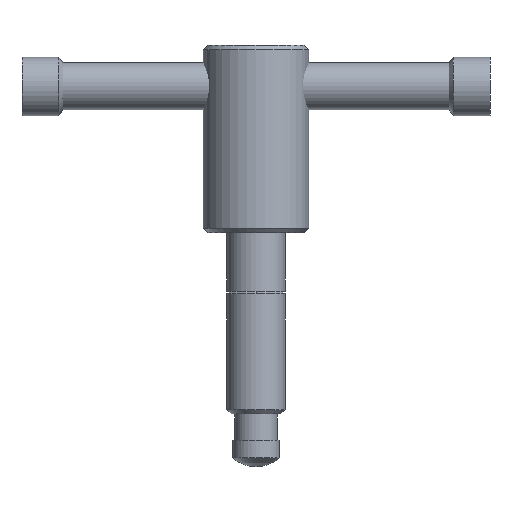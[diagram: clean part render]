
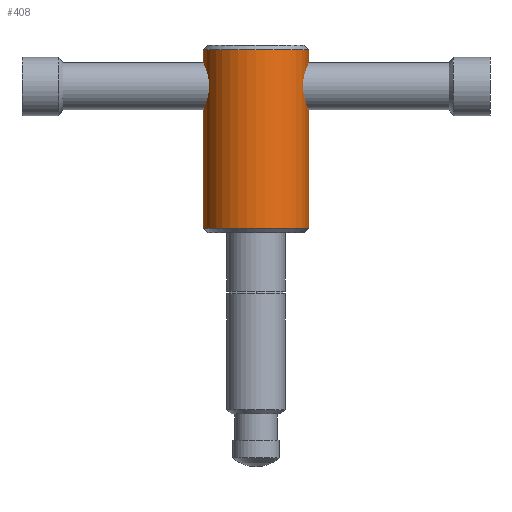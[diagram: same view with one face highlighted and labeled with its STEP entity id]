
A CAD part, front view. The second image highlights one B-rep face of the part: STEP entity #408.
In plain terms, the highlighted cylindrical face has radius 9 mm (diameter 18 mm), a partial arc.
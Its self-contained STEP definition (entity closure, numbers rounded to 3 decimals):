
#232=VERTEX_POINT('',#602);
#294=VERTEX_POINT('',#673);
#324=EDGE_CURVE('',#232,#294,#705,.T.);
#362=EDGE_CURVE('',#232,#532,#750,.T.);
#408=ADVANCED_FACE('',(#804),#805,.T.);
#428=VERTEX_POINT('',#826);
#430=EDGE_CURVE('',#294,#428,#828,.T.);
#480=EDGE_CURVE('',#428,#532,#882,.T.);
#532=VERTEX_POINT('',#941);
#602=CARTESIAN_POINT('',(9.,0.,71.25));
#673=CARTESIAN_POINT('',(9.,0.,40.75));
#705=LINE('',#1142,#1143);
#750=CIRCLE('',#1202,9.);
#804=FACE_OUTER_BOUND('',#1270,.T.);
#805=CYLINDRICAL_SURFACE('',#1271,9.);
#826=CARTESIAN_POINT('',(-9.,0.,40.75));
#828=CIRCLE('',#1305,9.);
#882=LINE('',#1371,#1372);
#941=CARTESIAN_POINT('',(-9.,0.,71.25));
#1142=CARTESIAN_POINT('',(9.,0.,56.));
#1143=VECTOR('',#1641,1.0);
#1202=AXIS2_PLACEMENT_3D('',#1707,#1708,#1709);
#1270=EDGE_LOOP('',(#1797,#1798,#1799,#1800));
#1271=AXIS2_PLACEMENT_3D('',#1801,#1802,#1803);
#1305=AXIS2_PLACEMENT_3D('',#1822,#1823,#1824);
#1371=CARTESIAN_POINT('',(-9.,0.,56.));
#1372=VECTOR('',#1877,1.0);
#1641=DIRECTION('',(0.0,0.0,-1.0));
#1707=CARTESIAN_POINT('',(0.,0.,71.25));
#1708=DIRECTION('',(0.0,0.0,-1.0));
#1709=DIRECTION('',(1.0,0.,0.0));
#1797=ORIENTED_EDGE('',*,*,#324,.F.);
#1798=ORIENTED_EDGE('',*,*,#362,.T.);
#1799=ORIENTED_EDGE('',*,*,#480,.F.);
#1800=ORIENTED_EDGE('',*,*,#430,.F.);
#1801=CARTESIAN_POINT('',(0.,0.,56.));
#1802=DIRECTION('',(-0.0,-0.0,1.0));
#1803=DIRECTION('',(1.0,0.,0.0));
#1822=CARTESIAN_POINT('',(0.,0.,40.75));
#1823=DIRECTION('',(0.0,0.0,-1.0));
#1824=DIRECTION('',(1.0,0.,0.0));
#1877=DIRECTION('',(-0.0,-0.0,1.0));
